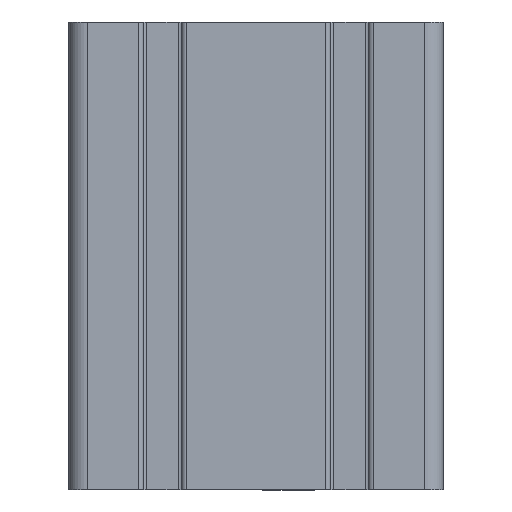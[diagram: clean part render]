
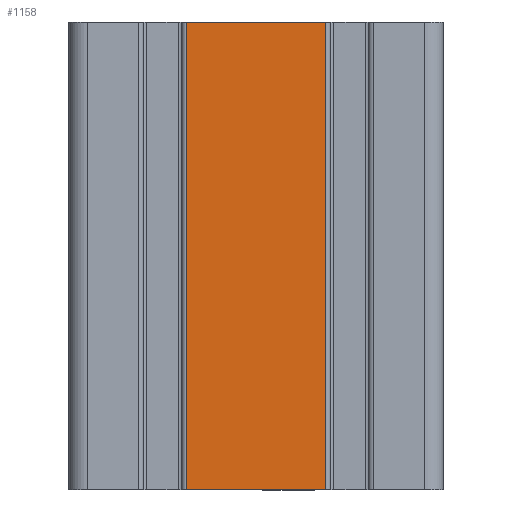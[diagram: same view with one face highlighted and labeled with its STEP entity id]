
A CAD part, front view. The second image highlights one B-rep face of the part: STEP entity #1158.
In plain terms, the highlighted planar face has unit normal (0, -1, 0).
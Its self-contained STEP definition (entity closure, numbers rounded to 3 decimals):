
#458 = EDGE_LOOP ( 'NONE', ( #6145, #7498, #6871, #8913 ) ) ;
#674 = DIRECTION ( 'NONE',  ( 0., 0., 1. ) ) ;
#1158 = ADVANCED_FACE ( 'NONE', ( #2879 ), #1505, .F. ) ;
#1505 = PLANE ( 'NONE',  #9686 ) ;
#1570 = CARTESIAN_POINT ( 'NONE',  ( 6919.439, 3510.207, 100. ) ) ;
#2206 = LINE ( 'NONE', #6729, #8220 ) ;
#2486 = DIRECTION ( 'NONE',  ( 1., 0., 0. ) ) ;
#2879 = FACE_OUTER_BOUND ( 'NONE', #458, .T. ) ;
#2984 = VERTEX_POINT ( 'NONE', #5168 ) ;
#3105 = DIRECTION ( 'NONE',  ( 1., 0., 0. ) ) ;
#3159 = VECTOR ( 'NONE', #674, 1000. ) ;
#3172 = CARTESIAN_POINT ( 'NONE',  ( 6919.439, 3510.207, 0. ) ) ;
#3303 = VECTOR ( 'NONE', #2486, 1000. ) ;
#4125 = CARTESIAN_POINT ( 'NONE',  ( 6949.239, 3510.207, 0. ) ) ;
#4299 = LINE ( 'NONE', #8560, #6361 ) ;
#4528 = CARTESIAN_POINT ( 'NONE',  ( 6919.439, 3510.207, 100. ) ) ;
#5168 = CARTESIAN_POINT ( 'NONE',  ( 6949.239, 3510.207, 100. ) ) ;
#5411 = CARTESIAN_POINT ( 'NONE',  ( 6919.439, 3510.207, 100. ) ) ;
#5638 = DIRECTION ( 'NONE',  ( 0., 1., 0. ) ) ;
#5907 = EDGE_CURVE ( 'NONE', #2984, #7448, #2206, .T. ) ;
#6145 = ORIENTED_EDGE ( 'NONE', *, *, #5907, .F. ) ;
#6361 = VECTOR ( 'NONE', #3105, 1000. ) ;
#6469 = CARTESIAN_POINT ( 'NONE',  ( 6919.439, 3510.207, 0. ) ) ;
#6729 = CARTESIAN_POINT ( 'NONE',  ( 6949.239, 3510.207, 100. ) ) ;
#6871 = ORIENTED_EDGE ( 'NONE', *, *, #7239, .F. ) ;
#7239 = EDGE_CURVE ( 'NONE', #8017, #8349, #7572, .T. ) ;
#7448 = VERTEX_POINT ( 'NONE', #4125 ) ;
#7498 = ORIENTED_EDGE ( 'NONE', *, *, #7563, .F. ) ;
#7504 = DIRECTION ( 'NONE',  ( 0., 0., -1. ) ) ;
#7563 = EDGE_CURVE ( 'NONE', #8349, #2984, #4299, .T. ) ;
#7572 = LINE ( 'NONE', #5411, #3159 ) ;
#7696 = EDGE_CURVE ( 'NONE', #8017, #7448, #9536, .T. ) ;
#8017 = VERTEX_POINT ( 'NONE', #3172 ) ;
#8080 = DIRECTION ( 'NONE',  ( -1., 0., 0. ) ) ;
#8220 = VECTOR ( 'NONE', #7504, 1000. ) ;
#8349 = VERTEX_POINT ( 'NONE', #4528 ) ;
#8560 = CARTESIAN_POINT ( 'NONE',  ( 6959.439, 3510.207, 100. ) ) ;
#8913 = ORIENTED_EDGE ( 'NONE', *, *, #7696, .T. ) ;
#9536 = LINE ( 'NONE', #6469, #3303 ) ;
#9686 = AXIS2_PLACEMENT_3D ( 'NONE', #1570, #5638, #8080 ) ;
